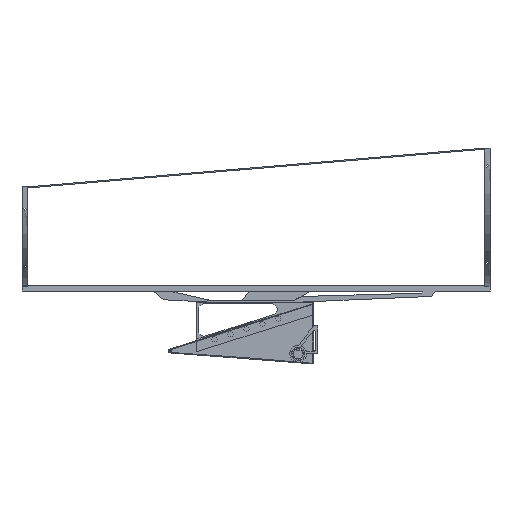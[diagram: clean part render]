
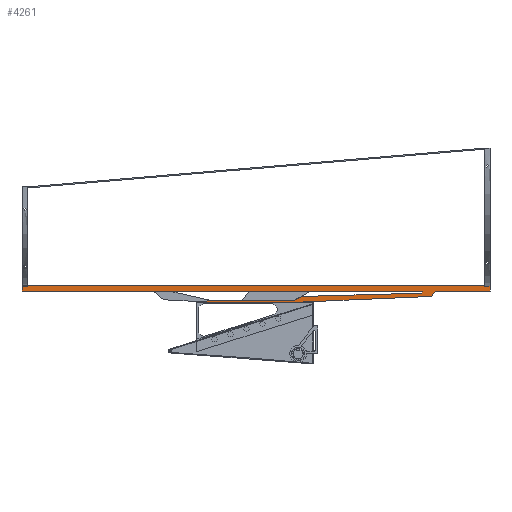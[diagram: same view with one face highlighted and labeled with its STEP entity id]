
A CAD part, front view. The second image highlights one B-rep face of the part: STEP entity #4261.
In plain terms, the highlighted face is planar.
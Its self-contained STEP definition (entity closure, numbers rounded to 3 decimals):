
#566=PLANE('',#4738);
#770=FACE_OUTER_BOUND('',#1056,.T.);
#1056=EDGE_LOOP('',(#3805,#3806,#3807,#3808,#3809,#3810,#3811,#3812,#3813,
#3814,#3815,#3816,#3817,#3818,#3819,#3820,#3821,#3822));
#1309=LINE('',#18539,#1669);
#1329=LINE('',#18588,#1689);
#1370=LINE('',#18693,#1730);
#1372=LINE('',#18698,#1732);
#1373=LINE('',#18699,#1733);
#1374=LINE('',#18701,#1734);
#1375=LINE('',#18703,#1735);
#1376=LINE('',#18705,#1736);
#1377=LINE('',#18707,#1737);
#1378=LINE('',#18709,#1738);
#1379=LINE('',#18711,#1739);
#1380=LINE('',#18713,#1740);
#1381=LINE('',#18715,#1741);
#1382=LINE('',#18717,#1742);
#1383=LINE('',#18719,#1743);
#1384=LINE('',#18721,#1744);
#1385=LINE('',#18723,#1745);
#1386=LINE('',#18724,#1746);
#1669=VECTOR('',#5579,10.);
#1689=VECTOR('',#5627,10.);
#1730=VECTOR('',#5726,10.);
#1732=VECTOR('',#5732,10.);
#1733=VECTOR('',#5733,10.);
#1734=VECTOR('',#5734,10.);
#1735=VECTOR('',#5735,10.);
#1736=VECTOR('',#5736,10.);
#1737=VECTOR('',#5737,10.);
#1738=VECTOR('',#5738,10.);
#1739=VECTOR('',#5739,10.);
#1740=VECTOR('',#5740,10.);
#1741=VECTOR('',#5741,10.);
#1742=VECTOR('',#5742,10.);
#1743=VECTOR('',#5743,10.);
#1744=VECTOR('',#5744,10.);
#1745=VECTOR('',#5745,10.);
#1746=VECTOR('',#5746,10.);
#2208=VERTEX_POINT('',#18536);
#2209=VERTEX_POINT('',#18538);
#2223=VERTEX_POINT('',#18585);
#2224=VERTEX_POINT('',#18587);
#2259=VERTEX_POINT('',#18690);
#2260=VERTEX_POINT('',#18697);
#2261=VERTEX_POINT('',#18700);
#2262=VERTEX_POINT('',#18702);
#2263=VERTEX_POINT('',#18704);
#2264=VERTEX_POINT('',#18706);
#2265=VERTEX_POINT('',#18708);
#2266=VERTEX_POINT('',#18710);
#2267=VERTEX_POINT('',#18712);
#2268=VERTEX_POINT('',#18714);
#2269=VERTEX_POINT('',#18716);
#2270=VERTEX_POINT('',#18718);
#2271=VERTEX_POINT('',#18720);
#2272=VERTEX_POINT('',#18722);
#2714=EDGE_CURVE('',#2209,#2208,#1309,.T.);
#2739=EDGE_CURVE('',#2224,#2223,#1329,.T.);
#2792=EDGE_CURVE('',#2259,#2224,#1370,.T.);
#2794=EDGE_CURVE('',#2223,#2260,#1372,.T.);
#2795=EDGE_CURVE('',#2260,#2209,#1373,.T.);
#2796=EDGE_CURVE('',#2208,#2261,#1374,.T.);
#2797=EDGE_CURVE('',#2261,#2262,#1375,.T.);
#2798=EDGE_CURVE('',#2262,#2263,#1376,.T.);
#2799=EDGE_CURVE('',#2263,#2264,#1377,.T.);
#2800=EDGE_CURVE('',#2264,#2265,#1378,.T.);
#2801=EDGE_CURVE('',#2265,#2266,#1379,.T.);
#2802=EDGE_CURVE('',#2266,#2267,#1380,.T.);
#2803=EDGE_CURVE('',#2268,#2267,#1381,.T.);
#2804=EDGE_CURVE('',#2269,#2268,#1382,.T.);
#2805=EDGE_CURVE('',#2270,#2269,#1383,.T.);
#2806=EDGE_CURVE('',#2271,#2270,#1384,.T.);
#2807=EDGE_CURVE('',#2271,#2272,#1385,.T.);
#2808=EDGE_CURVE('',#2272,#2259,#1386,.T.);
#3805=ORIENTED_EDGE('',*,*,#2792,.T.);
#3806=ORIENTED_EDGE('',*,*,#2739,.T.);
#3807=ORIENTED_EDGE('',*,*,#2794,.T.);
#3808=ORIENTED_EDGE('',*,*,#2795,.T.);
#3809=ORIENTED_EDGE('',*,*,#2714,.T.);
#3810=ORIENTED_EDGE('',*,*,#2796,.T.);
#3811=ORIENTED_EDGE('',*,*,#2797,.T.);
#3812=ORIENTED_EDGE('',*,*,#2798,.T.);
#3813=ORIENTED_EDGE('',*,*,#2799,.T.);
#3814=ORIENTED_EDGE('',*,*,#2800,.T.);
#3815=ORIENTED_EDGE('',*,*,#2801,.T.);
#3816=ORIENTED_EDGE('',*,*,#2802,.T.);
#3817=ORIENTED_EDGE('',*,*,#2803,.F.);
#3818=ORIENTED_EDGE('',*,*,#2804,.F.);
#3819=ORIENTED_EDGE('',*,*,#2805,.F.);
#3820=ORIENTED_EDGE('',*,*,#2806,.F.);
#3821=ORIENTED_EDGE('',*,*,#2807,.T.);
#3822=ORIENTED_EDGE('',*,*,#2808,.T.);
#4261=ADVANCED_FACE('',(#770),#566,.T.);
#4738=AXIS2_PLACEMENT_3D('',#18696,#5730,#5731);
#5579=DIRECTION('',(0.,1.,0.));
#5627=DIRECTION('',(0.,-1.,0.));
#5726=DIRECTION('',(0.,0.,-1.));
#5730=DIRECTION('center_axis',(1.,0.,0.));
#5731=DIRECTION('ref_axis',(0.,0.,-1.));
#5732=DIRECTION('',(0.,0.,-1.));
#5733=DIRECTION('',(0.,0.,1.));
#5734=DIRECTION('',(0.,0.,-1.));
#5735=DIRECTION('',(0.,1.,0.));
#5736=DIRECTION('',(0.,0.,1.));
#5737=DIRECTION('',(0.,0.745,-0.667));
#5738=DIRECTION('',(0.,0.027,-1.));
#5739=DIRECTION('',(0.,0.398,-0.917));
#5740=DIRECTION('',(0.,0.,-1.));
#5741=DIRECTION('',(0.,-1.,0.));
#5742=DIRECTION('',(0.,0.,-1.));
#5743=DIRECTION('',(0.,0.043,-0.999));
#5744=DIRECTION('',(0.,0.806,-0.592));
#5745=DIRECTION('',(0.,0.,1.));
#5746=DIRECTION('',(0.,-1.,0.));
#18536=CARTESIAN_POINT('',(15.,1.867,-827.7));
#18538=CARTESIAN_POINT('',(15.,0.,-827.7));
#18539=CARTESIAN_POINT('',(15.,-40.871,-827.7));
#18585=CARTESIAN_POINT('',(15.,0.,-10.));
#18587=CARTESIAN_POINT('',(15.,1.868,-10.));
#18588=CARTESIAN_POINT('',(15.,-58.258,-10.));
#18690=CARTESIAN_POINT('',(15.,1.868,0.));
#18693=CARTESIAN_POINT('',(15.,1.868,0.));
#18696=CARTESIAN_POINT('Origin',(15.,5.325,-418.85));
#18697=CARTESIAN_POINT('',(15.,0.,-837.7));
#18698=CARTESIAN_POINT('',(15.,0.,-837.7));
#18699=CARTESIAN_POINT('',(15.,0.,-837.7));
#18700=CARTESIAN_POINT('',(15.,1.867,-837.7));
#18701=CARTESIAN_POINT('',(15.,1.867,-837.7));
#18702=CARTESIAN_POINT('',(15.,10.65,-837.7));
#18703=CARTESIAN_POINT('',(15.,10.65,-837.7));
#18704=CARTESIAN_POINT('',(15.,10.65,-120.));
#18705=CARTESIAN_POINT('',(15.,10.65,0.));
#18706=CARTESIAN_POINT('',(15.,14.184,-123.165));
#18707=CARTESIAN_POINT('',(15.,10.65,-120.));
#18708=CARTESIAN_POINT('',(15.,20.,-335.));
#18709=CARTESIAN_POINT('',(15.,14.184,-123.165));
#18710=CARTESIAN_POINT('',(15.,27.601,-352.528));
#18711=CARTESIAN_POINT('',(15.,20.,-335.));
#18712=CARTESIAN_POINT('',(15.,27.601,-506.));
#18713=CARTESIAN_POINT('',(15.,27.601,-352.528));
#18714=CARTESIAN_POINT('',(15.,30.,-506.));
#18715=CARTESIAN_POINT('',(15.,27.601,-506.));
#18716=CARTESIAN_POINT('',(15.,30.,-335.));
#18717=CARTESIAN_POINT('',(15.,30.,-335.));
#18718=CARTESIAN_POINT('',(15.,20.,-105.));
#18719=CARTESIAN_POINT('',(15.,20.,-105.));
#18720=CARTESIAN_POINT('',(15.,10.65,-98.129));
#18721=CARTESIAN_POINT('',(15.,10.65,-98.129));
#18722=CARTESIAN_POINT('',(15.,10.65,0.));
#18723=CARTESIAN_POINT('',(15.,10.65,0.));
#18724=CARTESIAN_POINT('',(15.,0.,0.));
